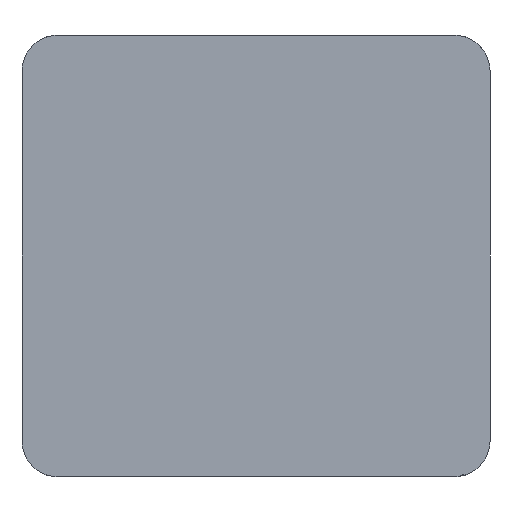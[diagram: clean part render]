
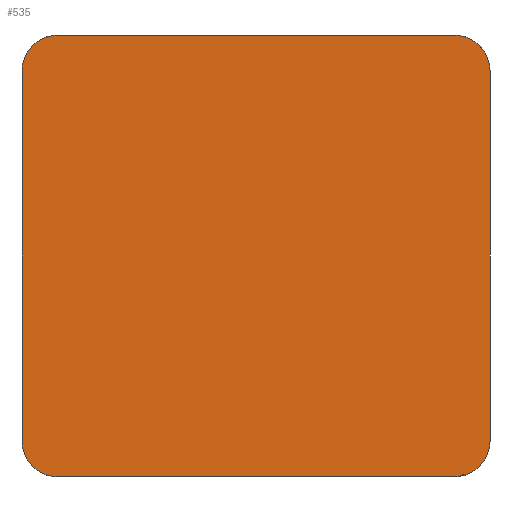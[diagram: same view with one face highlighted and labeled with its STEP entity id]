
A CAD part, front view. The second image highlights one B-rep face of the part: STEP entity #535.
In plain terms, the highlighted planar face has unit normal (0, -1, 0).
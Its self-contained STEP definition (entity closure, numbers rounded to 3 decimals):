
#161=PLANE('',#2965);
#262=LINE('',#5259,#371);
#263=LINE('',#5271,#372);
#264=LINE('',#5288,#373);
#265=LINE('',#5300,#374);
#371=VECTOR('',#3088,1.);
#372=VECTOR('',#3091,1.);
#373=VECTOR('',#3094,1.);
#374=VECTOR('',#3097,1.);
#535=ADVANCED_FACE('',(#727),#161,.F.);
#727=FACE_OUTER_BOUND('',#886,.T.);
#886=EDGE_LOOP('',(#1195,#1196,#1197,#1198,#1199,#1200,#1201,#1202));
#1195=ORIENTED_EDGE('',*,*,#2273,.F.);
#1196=ORIENTED_EDGE('',*,*,#2278,.T.);
#1197=ORIENTED_EDGE('',*,*,#2269,.F.);
#1198=ORIENTED_EDGE('',*,*,#2279,.T.);
#1199=ORIENTED_EDGE('',*,*,#2266,.F.);
#1200=ORIENTED_EDGE('',*,*,#2280,.T.);
#1201=ORIENTED_EDGE('',*,*,#2276,.F.);
#1202=ORIENTED_EDGE('',*,*,#2281,.T.);
#1953=VERTEX_POINT('',#5260);
#1954=VERTEX_POINT('',#5261);
#1955=VERTEX_POINT('',#5272);
#1956=VERTEX_POINT('',#5273);
#1957=VERTEX_POINT('',#5287);
#1958=VERTEX_POINT('',#5289);
#1959=VERTEX_POINT('',#5299);
#1960=VERTEX_POINT('',#5301);
#2266=EDGE_CURVE('',#1953,#1954,#262,.T.);
#2269=EDGE_CURVE('',#1955,#1956,#263,.T.);
#2273=EDGE_CURVE('',#1957,#1958,#264,.T.);
#2276=EDGE_CURVE('',#1959,#1960,#265,.T.);
#2278=EDGE_CURVE('',#1957,#1956,#2692,.T.);
#2279=EDGE_CURVE('',#1955,#1954,#2693,.T.);
#2280=EDGE_CURVE('',#1953,#1960,#2694,.T.);
#2281=EDGE_CURVE('',#1959,#1958,#2695,.T.);
#2692=B_SPLINE_CURVE_WITH_KNOTS('',3,(#5307,#5308,#5309,#5310),
 .UNSPECIFIED.,.F.,.F.,(4,4),(0.,1.),.UNSPECIFIED.);
#2693=B_SPLINE_CURVE_WITH_KNOTS('',3,(#5311,#5312,#5313,#5314),
 .UNSPECIFIED.,.F.,.F.,(4,4),(0.,1.),.UNSPECIFIED.);
#2694=B_SPLINE_CURVE_WITH_KNOTS('',3,(#5315,#5316,#5317,#5318),
 .UNSPECIFIED.,.F.,.F.,(4,4),(0.,1.),.UNSPECIFIED.);
#2695=B_SPLINE_CURVE_WITH_KNOTS('',3,(#5319,#5320,#5321,#5322),
 .UNSPECIFIED.,.F.,.F.,(4,4),(0.,1.),.UNSPECIFIED.);
#2965=AXIS2_PLACEMENT_3D('',#5323,#3100,#3101);
#3088=DIRECTION('',(0.,0.,1.));
#3091=DIRECTION('',(1.,0.,0.));
#3094=DIRECTION('',(0.,0.,-1.));
#3097=DIRECTION('',(-1.,0.,0.));
#3100=DIRECTION('',(0.,1.,0.));
#3101=DIRECTION('',(0.,0.,1.));
#5259=CARTESIAN_POINT('',(-13.251,-53.039,-20.598));
#5260=CARTESIAN_POINT('',(-13.251,-53.039,-18.598));
#5261=CARTESIAN_POINT('',(-13.251,-53.039,2.402));
#5271=CARTESIAN_POINT('',(-13.251,-53.039,4.402));
#5272=CARTESIAN_POINT('',(-11.251,-53.039,4.402));
#5273=CARTESIAN_POINT('',(11.249,-53.039,4.402));
#5287=CARTESIAN_POINT('',(13.249,-53.039,2.402));
#5288=CARTESIAN_POINT('',(13.249,-53.039,4.402));
#5289=CARTESIAN_POINT('',(13.249,-53.039,-18.598));
#5299=CARTESIAN_POINT('',(11.249,-53.039,-20.598));
#5300=CARTESIAN_POINT('',(13.249,-53.039,-20.598));
#5301=CARTESIAN_POINT('',(-11.251,-53.039,-20.598));
#5307=CARTESIAN_POINT('',(13.249,-53.039,2.402));
#5308=CARTESIAN_POINT('',(13.249,-53.039,3.462));
#5309=CARTESIAN_POINT('',(12.314,-53.039,4.402));
#5310=CARTESIAN_POINT('',(11.249,-53.039,4.402));
#5311=CARTESIAN_POINT('',(-11.251,-53.039,4.402));
#5312=CARTESIAN_POINT('',(-12.311,-53.039,4.402));
#5313=CARTESIAN_POINT('',(-13.251,-53.039,3.466));
#5314=CARTESIAN_POINT('',(-13.251,-53.039,2.402));
#5315=CARTESIAN_POINT('',(-13.251,-53.039,-18.598));
#5316=CARTESIAN_POINT('',(-13.251,-53.039,-19.658));
#5317=CARTESIAN_POINT('',(-12.315,-53.039,-20.598));
#5318=CARTESIAN_POINT('',(-11.251,-53.039,-20.598));
#5319=CARTESIAN_POINT('',(11.249,-53.039,-20.598));
#5320=CARTESIAN_POINT('',(12.309,-53.039,-20.598));
#5321=CARTESIAN_POINT('',(13.249,-53.039,-19.662));
#5322=CARTESIAN_POINT('',(13.249,-53.039,-18.598));
#5323=CARTESIAN_POINT('',(0.,-53.039,0.));
